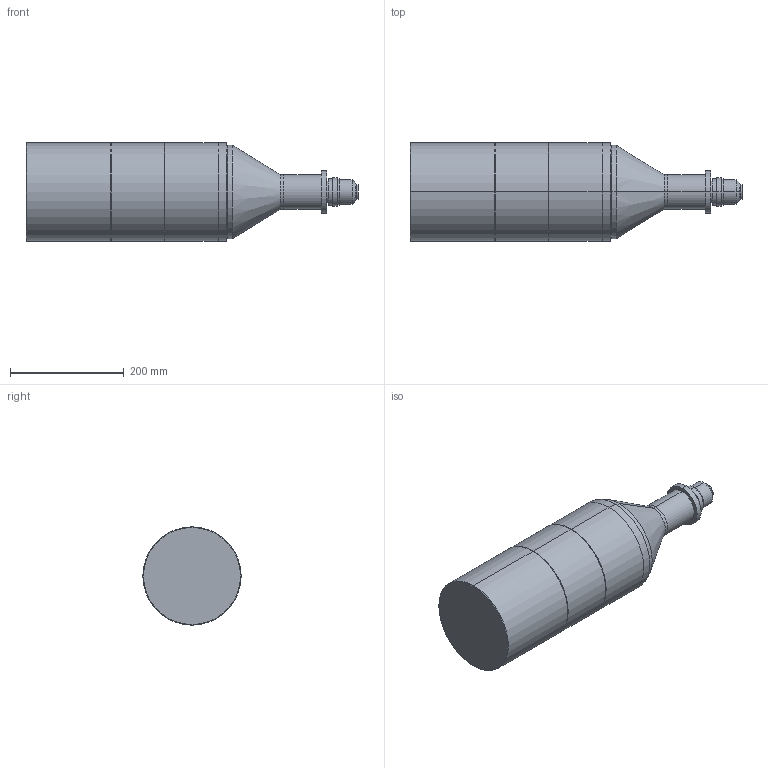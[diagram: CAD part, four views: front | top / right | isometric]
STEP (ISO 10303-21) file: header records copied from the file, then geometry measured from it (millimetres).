
FILE_DESCRIPTION (( 'STEP AP203' ), '1' );
FILE_NAME ('S5LPJ1852_01.STEP', '2013-03-28T10:35:22', ( 'Albrecht' ), ( '' ), 'SwSTEP 2.0', 'SolidWorks 2012', '' );
FILE_SCHEMA (( 'CONFIG_CONTROL_DESIGN' ));
Length unit declared in the file: millimetre
Products named in the file (1): S5LPJ1852_01
Bounding box: 584.7 x 173 x 173 mm (x, y, z)
Volume: 9748506.2 mm3; surface area: 289914.4 mm2
Topology: 1 solids, 1 shells, 67 faces, 132 edges, 78 vertices
Faces by surface type: cylinder 32, cone 14, plane 13, torus 8
Entity records: 1809 total; most frequent: DIRECTION 354, CARTESIAN_POINT 278, ORIENTED_EDGE 264, AXIS2_PLACEMENT_3D 154, EDGE_CURVE 132, CIRCLE 86, VERTEX_POINT 78, EDGE_LOOP 78
